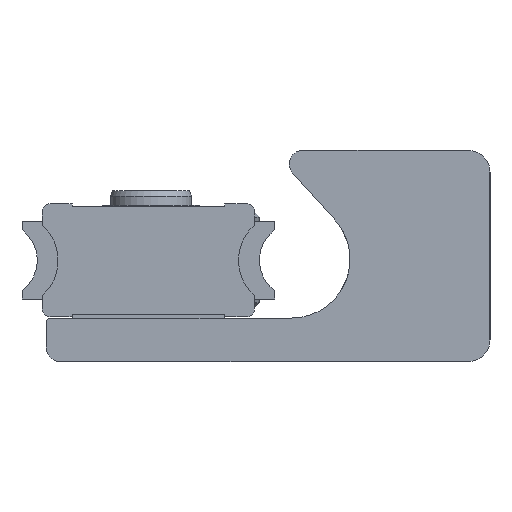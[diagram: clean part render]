
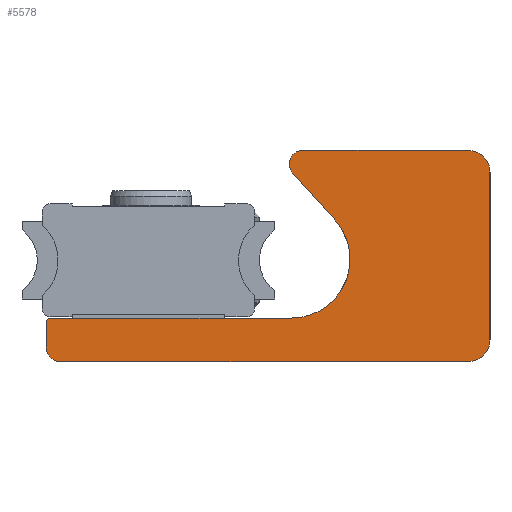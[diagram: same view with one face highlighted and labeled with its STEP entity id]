
A CAD part, left-side view. The second image highlights one B-rep face of the part: STEP entity #5578.
In plain terms, the highlighted face is planar.
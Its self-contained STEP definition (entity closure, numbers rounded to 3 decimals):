
#192=PLANE('',#5989);
#320=CIRCLE('',#5860,10.8);
#328=CIRCLE('',#5872,4.);
#347=CIRCLE('',#5906,4.);
#369=CIRCLE('',#5945,2.5);
#386=CIRCLE('',#5978,0.8);
#388=CIRCLE('',#5982,2.5);
#593=LINE('',#8141,#991);
#620=LINE('',#8230,#1018);
#652=LINE('',#8337,#1050);
#655=LINE('',#8346,#1053);
#682=LINE('',#8428,#1080);
#686=LINE('',#8440,#1084);
#991=VECTOR('',#6493,1000.);
#1018=VECTOR('',#6588,1000.);
#1050=VECTOR('',#6698,1000.);
#1053=VECTOR('',#6709,1000.);
#1080=VECTOR('',#6794,1000.);
#1084=VECTOR('',#6806,1000.);
#1684=ORIENTED_EDGE('',*,*,#2803,.T.);
#1685=ORIENTED_EDGE('',*,*,#2806,.T.);
#1686=ORIENTED_EDGE('',*,*,#2849,.T.);
#1687=ORIENTED_EDGE('',*,*,#2852,.T.);
#1688=ORIENTED_EDGE('',*,*,#2903,.T.);
#1689=ORIENTED_EDGE('',*,*,#2906,.T.);
#1690=ORIENTED_EDGE('',*,*,#2908,.T.);
#1691=ORIENTED_EDGE('',*,*,#2790,.F.);
#1692=ORIENTED_EDGE('',*,*,#2951,.T.);
#1693=ORIENTED_EDGE('',*,*,#2954,.T.);
#1694=ORIENTED_EDGE('',*,*,#2957,.T.);
#1695=ORIENTED_EDGE('',*,*,#2959,.T.);
#2790=EDGE_CURVE('',#3482,#3479,#320,.T.);
#2803=EDGE_CURVE('',#3488,#3491,#593,.T.);
#2806=EDGE_CURVE('',#3491,#3493,#328,.T.);
#2849=EDGE_CURVE('',#3493,#3519,#620,.T.);
#2852=EDGE_CURVE('',#3519,#3521,#347,.T.);
#2903=EDGE_CURVE('',#3521,#3555,#652,.T.);
#2906=EDGE_CURVE('',#3555,#3557,#369,.T.);
#2908=EDGE_CURVE('',#3557,#3479,#655,.T.);
#2951=EDGE_CURVE('',#3482,#3583,#682,.T.);
#2954=EDGE_CURVE('',#3583,#3585,#386,.T.);
#2957=EDGE_CURVE('',#3585,#3587,#686,.T.);
#2959=EDGE_CURVE('',#3587,#3488,#388,.T.);
#3479=VERTEX_POINT('',#8090);
#3482=VERTEX_POINT('',#8095);
#3488=VERTEX_POINT('',#8135);
#3491=VERTEX_POINT('',#8140);
#3493=VERTEX_POINT('',#8146);
#3519=VERTEX_POINT('',#8229);
#3521=VERTEX_POINT('',#8235);
#3555=VERTEX_POINT('',#8336);
#3557=VERTEX_POINT('',#8342);
#3583=VERTEX_POINT('',#8427);
#3585=VERTEX_POINT('',#8433);
#3587=VERTEX_POINT('',#8439);
#4073=EDGE_LOOP('',(#1684,#1685,#1686,#1687,#1688,#1689,#1690,#1691,#1692,
#1693,#1694,#1695));
#4499=FACE_BOUND('',#4073,.T.);
#5578=ADVANCED_FACE('',(#4499),#192,.T.);
#5860=AXIS2_PLACEMENT_3D('',#8096,#6469,#6470);
#5872=AXIS2_PLACEMENT_3D('',#8147,#6499,#6500);
#5906=AXIS2_PLACEMENT_3D('',#8236,#6594,#6595);
#5945=AXIS2_PLACEMENT_3D('',#8343,#6704,#6705);
#5978=AXIS2_PLACEMENT_3D('',#8434,#6800,#6801);
#5982=AXIS2_PLACEMENT_3D('',#8443,#6811,#6812);
#5989=AXIS2_PLACEMENT_3D('',#8450,#6825,#6826);
#6469=DIRECTION('',(0.,0.,1.));
#6470=DIRECTION('',(1.,0.,0.));
#6493=DIRECTION('',(0.,-1.,0.));
#6499=DIRECTION('',(0.,0.,1.));
#6500=DIRECTION('',(1.,0.,0.));
#6588=DIRECTION('',(1.,0.,0.));
#6594=DIRECTION('',(0.,0.,1.));
#6595=DIRECTION('',(1.,0.,0.));
#6698=DIRECTION('',(0.,1.,0.));
#6704=DIRECTION('',(0.,0.,1.));
#6705=DIRECTION('',(1.,0.,0.));
#6709=DIRECTION('',(-0.743,-0.669,0.));
#6794=DIRECTION('',(0.,1.,0.));
#6800=DIRECTION('',(0.,0.,1.));
#6801=DIRECTION('',(1.,0.,0.));
#6806=DIRECTION('',(-1.,0.,0.));
#6811=DIRECTION('',(0.,0.,1.));
#6812=DIRECTION('',(1.,0.,0.));
#6825=DIRECTION('',(0.,0.,1.));
#6826=DIRECTION('',(1.,0.,0.));
#8090=CARTESIAN_POINT('',(26.028,28.475,103.5));
#8095=CARTESIAN_POINT('',(8.,36.5,103.5));
#8096=CARTESIAN_POINT('',(18.8,36.5,103.5));
#8135=CARTESIAN_POINT('',(0.,79.,103.5));
#8140=CARTESIAN_POINT('',(0.,4.,103.5));
#8141=CARTESIAN_POINT('',(0.,79.,103.5));
#8146=CARTESIAN_POINT('',(4.,0.,103.5));
#8147=CARTESIAN_POINT('',(4.,4.,103.5));
#8229=CARTESIAN_POINT('',(34.8,0.,103.5));
#8230=CARTESIAN_POINT('',(4.,0.,103.5));
#8235=CARTESIAN_POINT('',(38.8,4.,103.5));
#8236=CARTESIAN_POINT('',(34.8,4.,103.5));
#8336=CARTESIAN_POINT('',(38.8,34.363,103.5));
#8337=CARTESIAN_POINT('',(38.8,4.,103.5));
#8342=CARTESIAN_POINT('',(34.627,36.221,103.5));
#8343=CARTESIAN_POINT('',(36.3,34.363,103.5));
#8346=CARTESIAN_POINT('',(34.627,36.221,103.5));
#8427=CARTESIAN_POINT('',(8.,80.7,103.5));
#8428=CARTESIAN_POINT('',(8.,36.5,103.5));
#8433=CARTESIAN_POINT('',(7.2,81.5,103.5));
#8434=CARTESIAN_POINT('',(7.2,80.7,103.5));
#8439=CARTESIAN_POINT('',(2.5,81.5,103.5));
#8440=CARTESIAN_POINT('',(7.2,81.5,103.5));
#8443=CARTESIAN_POINT('',(2.5,79.,103.5));
#8450=CARTESIAN_POINT('',(4.,4.,103.5));
